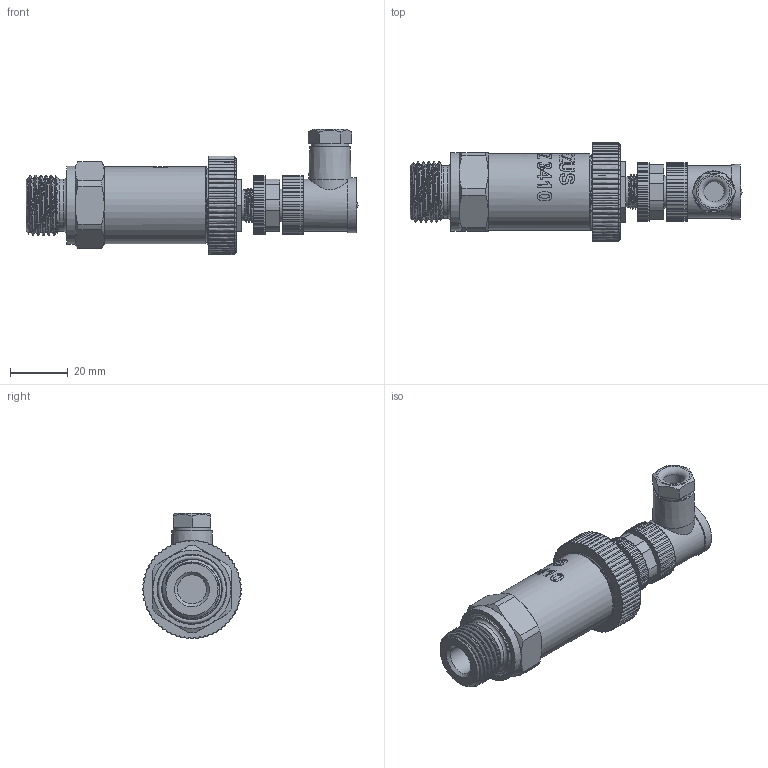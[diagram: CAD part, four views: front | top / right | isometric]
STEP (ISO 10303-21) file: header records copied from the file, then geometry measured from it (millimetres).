
FILE_DESCRIPTION(/* description */ (''),/* implementation_level */ '2;1');
FILE_NAME(/* name */ 'APZ3410_13_M12x1-angular.step',/* time_stamp */ '2021-06-17T12:44:40+03:00',/* author */ (''),/* organization */ (''),/* preprocessor_version */ 'ST-DEVELOPER v18.1',/* originating_system */ 'Autodesk Translation Framework v10.9.0.1377',/* authorisation */ '');
FILE_SCHEMA (('AUTOMOTIVE_DESIGN { 1 0 10303 214 3 1 1 }'));
Products named in the file (7): APZ3410_x_y; OMAL nut M27x1.5 v8; M12x1 male v16; Ш100.000.002 v4; M12x1 female angular v10; Shell; G 1/2 DIN OPEN PORT PVC PVDF
Assembly tree (6 placements, depth 2):
  APZ3410_x_y
    OMAL nut M27x1.5 v8
    M12x1 male v16
    Ш100.000.002 v4
    M12x1 female angular v10
    Shell
    G 1/2 DIN OPEN PORT PVC PVDF
Bounding box: 114.52 x 34 x 43.2 mm (x, y, z)
Volume: 53189.1 mm3; surface area: 28458 mm2
Topology: 18 solids, 18 shells, 1039 faces, 2876 edges, 1921 vertices
Faces by surface type: bspline 443, cylinder 365, plane 179, cone 37, torus 14, sphere 1
Full cylindrical faces by diameter (mm): 1 x12, 1.5 x4, 7 x1, 8 x1, 8.2 x1, 9.471 x2, 10 x1, 10.6 x2, 10.741 x6, 11.035 x4, 11.156 x1, 11.884 x5, 12.152 x4, 13 x1, 14 x1, 14.137 x4, 14.526 x3, 15.85 x3, 16.203 x3, 18 x2, 18.631 x5, 19 x1, 20.5 x1, 21.4 x2, 22.3 x1, 22.4 x2, 23.7 x1, 24.035 x6, 24.5 x1, 24.884 x4
Entity records: 64769 total; most frequent: CARTESIAN_POINT 41405, ORIENTED_EDGE 5752, DIRECTION 3370, EDGE_CURVE 2876, VERTEX_POINT 1921, B_SPLINE_CURVE_WITH_KNOTS 1261, AXIS2_PLACEMENT_3D 1236, EDGE_LOOP 1107
